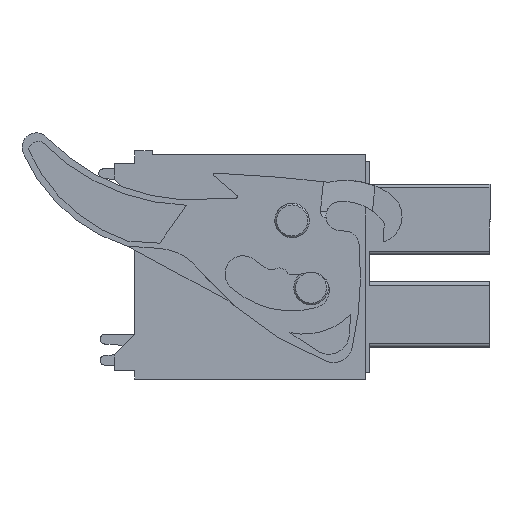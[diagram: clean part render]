
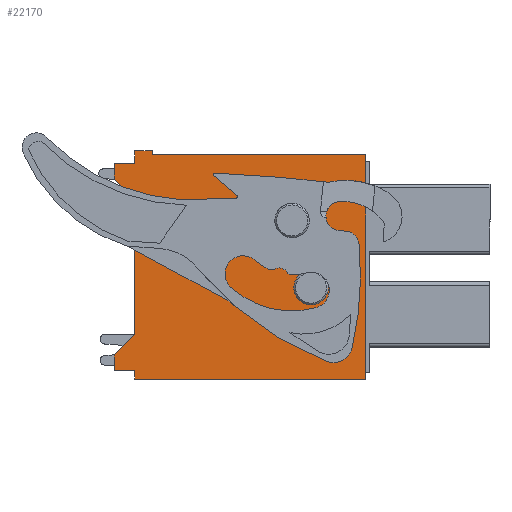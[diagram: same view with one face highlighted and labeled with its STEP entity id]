
A CAD part, left-side view. The second image highlights one B-rep face of the part: STEP entity #22170.
In plain terms, the highlighted planar face has unit normal (-1, 0, 0).
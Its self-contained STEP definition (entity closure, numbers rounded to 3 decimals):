
#506=CIRCLE('',#23294,1.);
#507=CIRCLE('',#23295,1.);
#2344=ORIENTED_EDGE('',*,*,#7543,.T.);
#2345=ORIENTED_EDGE('',*,*,#7544,.T.);
#2346=ORIENTED_EDGE('',*,*,#6774,.F.);
#2347=ORIENTED_EDGE('',*,*,#7545,.T.);
#2348=ORIENTED_EDGE('',*,*,#7546,.F.);
#2349=ORIENTED_EDGE('',*,*,#7547,.T.);
#2350=ORIENTED_EDGE('',*,*,#6795,.F.);
#2351=ORIENTED_EDGE('',*,*,#6916,.T.);
#2352=ORIENTED_EDGE('',*,*,#7534,.T.);
#2353=ORIENTED_EDGE('',*,*,#6662,.F.);
#2354=ORIENTED_EDGE('',*,*,#7548,.T.);
#2355=ORIENTED_EDGE('',*,*,#7549,.T.);
#2356=ORIENTED_EDGE('',*,*,#6831,.F.);
#2357=ORIENTED_EDGE('',*,*,#7550,.F.);
#2358=ORIENTED_EDGE('',*,*,#7551,.T.);
#2359=ORIENTED_EDGE('',*,*,#7552,.T.);
#6662=EDGE_CURVE('',#9543,#9545,#11460,.T.);
#6774=EDGE_CURVE('',#9651,#9652,#11542,.T.);
#6795=EDGE_CURVE('',#9672,#9673,#11563,.T.);
#6831=EDGE_CURVE('',#9708,#9709,#11599,.T.);
#6916=EDGE_CURVE('',#9672,#9777,#11684,.T.);
#7534=EDGE_CURVE('',#9777,#9545,#12229,.T.);
#7543=EDGE_CURVE('',#10156,#10156,#506,.T.);
#7544=EDGE_CURVE('',#10157,#10157,#507,.T.);
#7545=EDGE_CURVE('',#9651,#10158,#12238,.T.);
#7546=EDGE_CURVE('',#10159,#10158,#12239,.T.);
#7547=EDGE_CURVE('',#10159,#9673,#12240,.T.);
#7548=EDGE_CURVE('',#9543,#10160,#12241,.T.);
#7549=EDGE_CURVE('',#10160,#9709,#12242,.T.);
#7550=EDGE_CURVE('',#10161,#9708,#12243,.T.);
#7551=EDGE_CURVE('',#10161,#10162,#12244,.T.);
#7552=EDGE_CURVE('',#10162,#9652,#12245,.T.);
#9543=VERTEX_POINT('',#29900);
#9545=VERTEX_POINT('',#29903);
#9651=VERTEX_POINT('',#30141);
#9652=VERTEX_POINT('',#30143);
#9672=VERTEX_POINT('',#30184);
#9673=VERTEX_POINT('',#30186);
#9708=VERTEX_POINT('',#30257);
#9709=VERTEX_POINT('',#30259);
#9777=VERTEX_POINT('',#30429);
#10156=VERTEX_POINT('',#32212);
#10157=VERTEX_POINT('',#32214);
#10158=VERTEX_POINT('',#32216);
#10159=VERTEX_POINT('',#32218);
#10160=VERTEX_POINT('',#32221);
#10161=VERTEX_POINT('',#32224);
#10162=VERTEX_POINT('',#32226);
#11460=LINE('',#29902,#13860);
#11542=LINE('',#30142,#13942);
#11563=LINE('',#30185,#13963);
#11599=LINE('',#30258,#13999);
#11684=LINE('',#30430,#14084);
#12229=LINE('',#32195,#14629);
#12238=LINE('',#32215,#14638);
#12239=LINE('',#32217,#14639);
#12240=LINE('',#32219,#14640);
#12241=LINE('',#32220,#14641);
#12242=LINE('',#32222,#14642);
#12243=LINE('',#32223,#14643);
#12244=LINE('',#32225,#14644);
#12245=LINE('',#32227,#14645);
#13860=VECTOR('',#24506,1000.);
#13942=VECTOR('',#24690,1000.);
#13963=VECTOR('',#24713,1000.);
#13999=VECTOR('',#24751,1000.);
#14084=VECTOR('',#24872,1000.);
#14629=VECTOR('',#25869,1000.);
#14638=VECTOR('',#25886,1000.);
#14639=VECTOR('',#25887,1000.);
#14640=VECTOR('',#25888,1000.);
#14641=VECTOR('',#25889,1000.);
#14642=VECTOR('',#25890,1000.);
#14643=VECTOR('',#25891,1000.);
#14644=VECTOR('',#25892,1000.);
#14645=VECTOR('',#25893,1000.);
#16539=EDGE_LOOP('',(#2344));
#16540=EDGE_LOOP('',(#2345));
#16541=EDGE_LOOP('',(#2346,#2347,#2348,#2349,#2350,#2351,#2352,#2353,#2354,
#2355,#2356,#2357,#2358,#2359));
#17717=FACE_BOUND('',#16539,.T.);
#17718=FACE_BOUND('',#16540,.T.);
#17719=FACE_BOUND('',#16541,.T.);
#18765=PLANE('',#23293);
#22170=ADVANCED_FACE('',(#17717,#17718,#17719),#18765,.F.);
#23293=AXIS2_PLACEMENT_3D('',#32210,#25880,#25881);
#23294=AXIS2_PLACEMENT_3D('',#32211,#25882,#25883);
#23295=AXIS2_PLACEMENT_3D('',#32213,#25884,#25885);
#24506=DIRECTION('',(0.,-1.,0.));
#24690=DIRECTION('',(0.,0.,1.));
#24713=DIRECTION('',(0.,0.,1.));
#24751=DIRECTION('',(0.,0.,1.));
#24872=DIRECTION('',(0.,-1.,0.));
#25869=DIRECTION('',(0.,0.,1.));
#25880=DIRECTION('',(1.,0.,0.));
#25881=DIRECTION('',(0.,0.,-1.));
#25882=DIRECTION('',(1.,0.,0.));
#25883=DIRECTION('',(0.,0.,-1.));
#25884=DIRECTION('',(1.,0.,0.));
#25885=DIRECTION('',(0.,0.,-1.));
#25886=DIRECTION('',(0.,0.707,-0.707));
#25887=DIRECTION('',(0.,0.,1.));
#25888=DIRECTION('',(0.,-1.,0.));
#25889=DIRECTION('',(0.,0.,1.));
#25890=DIRECTION('',(0.,1.,0.));
#25891=DIRECTION('',(0.,-1.,0.));
#25892=DIRECTION('',(0.,0.,-1.));
#25893=DIRECTION('',(0.,-0.707,-0.707));
#29900=CARTESIAN_POINT('',(-9.15,12.4,6.5));
#29902=CARTESIAN_POINT('',(-9.15,13.4,6.5));
#29903=CARTESIAN_POINT('',(-9.15,0.,6.5));
#30141=CARTESIAN_POINT('',(-9.15,13.4,-3.9));
#30142=CARTESIAN_POINT('',(-9.15,13.4,-6.5));
#30143=CARTESIAN_POINT('',(-9.15,13.4,3.9));
#30184=CARTESIAN_POINT('',(-9.15,13.4,-6.5));
#30185=CARTESIAN_POINT('',(-9.15,13.4,-6.5));
#30186=CARTESIAN_POINT('',(-9.15,13.4,-6.));
#30257=CARTESIAN_POINT('',(-9.15,13.4,6.));
#30258=CARTESIAN_POINT('',(-9.15,13.4,-6.5));
#30259=CARTESIAN_POINT('',(-9.15,13.4,6.75));
#30429=CARTESIAN_POINT('',(-9.15,0.,-6.5));
#30430=CARTESIAN_POINT('',(-9.15,13.4,-6.5));
#32195=CARTESIAN_POINT('',(-9.15,0.,-6.5));
#32210=CARTESIAN_POINT('',(-9.15,13.4,-6.5));
#32211=CARTESIAN_POINT('',(-9.15,4.28,2.7));
#32212=CARTESIAN_POINT('',(-9.15,4.28,1.7));
#32213=CARTESIAN_POINT('',(-9.15,3.18,-1.2));
#32214=CARTESIAN_POINT('',(-9.15,3.18,-2.2));
#32215=CARTESIAN_POINT('',(-9.15,14.6,-5.1));
#32216=CARTESIAN_POINT('',(-9.15,14.6,-5.1));
#32217=CARTESIAN_POINT('',(-9.15,14.6,-6.));
#32218=CARTESIAN_POINT('',(-9.15,14.6,-6.));
#32219=CARTESIAN_POINT('',(-9.15,14.6,-6.));
#32220=CARTESIAN_POINT('',(-9.15,12.4,6.5));
#32221=CARTESIAN_POINT('',(-9.15,12.4,6.75));
#32222=CARTESIAN_POINT('',(-9.15,12.4,6.75));
#32223=CARTESIAN_POINT('',(-9.15,14.6,6.));
#32224=CARTESIAN_POINT('',(-9.15,14.6,6.));
#32225=CARTESIAN_POINT('',(-9.15,14.6,6.));
#32226=CARTESIAN_POINT('',(-9.15,14.6,5.1));
#32227=CARTESIAN_POINT('',(-9.15,13.4,3.9));
